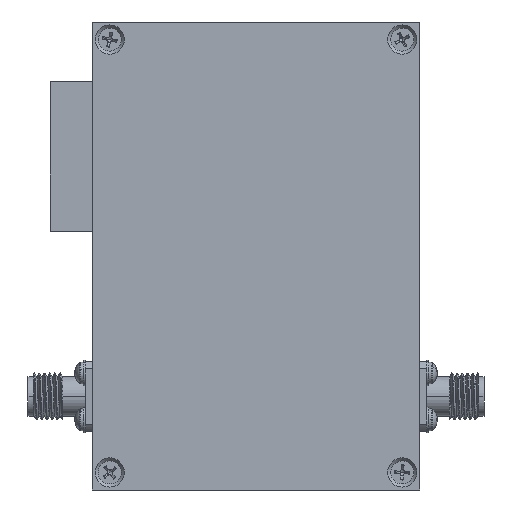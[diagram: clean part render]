
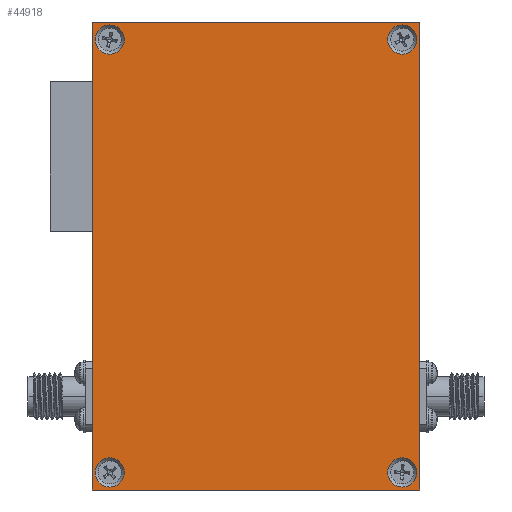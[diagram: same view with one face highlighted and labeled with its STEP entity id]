
A CAD part, front view. The second image highlights one B-rep face of the part: STEP entity #44918.
In plain terms, the highlighted planar face has unit normal (0, -1, 0).
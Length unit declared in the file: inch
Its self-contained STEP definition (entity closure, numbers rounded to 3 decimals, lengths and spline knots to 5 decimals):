
#151 = VERTEX_POINT ( 'NONE', #20874 ) ;
#1382 = AXIS2_PLACEMENT_3D ( 'NONE', #58185, #6146, #42785 ) ;
#4420 = ORIENTED_EDGE ( 'NONE', *, *, #12125, .T. ) ;
#4483 = DIRECTION ( 'NONE',  ( 0., 1., 0. ) ) ;
#4668 = CARTESIAN_POINT ( 'NONE',  ( 0.09375, -0.03125, -0.09375 ) ) ;
#6146 = DIRECTION ( 'NONE',  ( 0., -1., 0. ) ) ;
#6623 = VERTEX_POINT ( 'NONE', #79087 ) ;
#9937 = VERTEX_POINT ( 'NONE', #32717 ) ;
#10257 = ORIENTED_EDGE ( 'NONE', *, *, #109388, .T. ) ;
#11517 = DIRECTION ( 'NONE',  ( 0., 0., -1. ) ) ;
#12125 = EDGE_CURVE ( 'NONE', #6623, #61040, #43999, .T. ) ;
#15906 = EDGE_CURVE ( 'NONE', #107406, #111406, #72056, .T. ) ;
#16599 = CARTESIAN_POINT ( 'NONE',  ( 0., -0.03125, 0. ) ) ;
#17475 = EDGE_CURVE ( 'NONE', #111406, #84741, #63618, .T. ) ;
#17772 = CARTESIAN_POINT ( 'NONE',  ( 0.09375, -0.03125, -2.40625 ) ) ;
#17866 = EDGE_LOOP ( 'NONE', ( #10257, #111833 ) ) ;
#18293 = VECTOR ( 'NONE', #98091, 39.37008 ) ;
#19549 = EDGE_LOOP ( 'NONE', ( #105759, #90488 ) ) ;
#20874 = CARTESIAN_POINT ( 'NONE',  ( 0.09375, -0.03125, -0.17187 ) ) ;
#20910 = DIRECTION ( 'NONE',  ( 0., 0., -1. ) ) ;
#21416 = FACE_BOUND ( 'NONE', #106009, .T. ) ;
#23653 = PLANE ( 'NONE',  #1382 ) ;
#24931 = CIRCLE ( 'NONE', #33993, 0.07812 ) ;
#26223 = EDGE_LOOP ( 'NONE', ( #81548, #27775, #68270, #79085 ) ) ;
#26374 = CARTESIAN_POINT ( 'NONE',  ( 0., -0.03125, -2.5 ) ) ;
#26448 = CARTESIAN_POINT ( 'NONE',  ( 0., -0.03125, -2.5 ) ) ;
#26754 = EDGE_CURVE ( 'NONE', #36396, #107406, #33194, .T. ) ;
#27004 = CARTESIAN_POINT ( 'NONE',  ( 0.09375, -0.03125, -0.01563 ) ) ;
#27775 = ORIENTED_EDGE ( 'NONE', *, *, #17475, .T. ) ;
#27933 = CARTESIAN_POINT ( 'NONE',  ( 0., -0.03125, 0. ) ) ;
#28251 = CARTESIAN_POINT ( 'NONE',  ( 1.65625, -0.03125, -0.09375 ) ) ;
#28457 = CIRCLE ( 'NONE', #53788, 0.07812 ) ;
#29527 = DIRECTION ( 'NONE',  ( 0., 1., 0. ) ) ;
#29904 = CARTESIAN_POINT ( 'NONE',  ( 1.65625, -0.03125, -0.17187 ) ) ;
#30065 = AXIS2_PLACEMENT_3D ( 'NONE', #93949, #97886, #46327 ) ;
#30122 = CARTESIAN_POINT ( 'NONE',  ( 1.75, -0.03125, -2.5 ) ) ;
#32717 = CARTESIAN_POINT ( 'NONE',  ( 1.65625, -0.03125, -0.01563 ) ) ;
#32936 = CARTESIAN_POINT ( 'NONE',  ( 1.65625, -0.03125, -2.40625 ) ) ;
#33194 = LINE ( 'NONE', #26374, #73806 ) ;
#33993 = AXIS2_PLACEMENT_3D ( 'NONE', #17772, #76576, #104310 ) ;
#34958 = ORIENTED_EDGE ( 'NONE', *, *, #69177, .T. ) ;
#36381 = CARTESIAN_POINT ( 'NONE',  ( 1.65625, -0.03125, -2.40625 ) ) ;
#36396 = VERTEX_POINT ( 'NONE', #26448 ) ;
#36920 = DIRECTION ( 'NONE',  ( 0., 1., 0. ) ) ;
#37588 = EDGE_CURVE ( 'NONE', #86096, #151, #28457, .T. ) ;
#38067 = LINE ( 'NONE', #27933, #111422 ) ;
#40584 = FACE_BOUND ( 'NONE', #19549, .T. ) ;
#40914 = EDGE_LOOP ( 'NONE', ( #57318, #99489 ) ) ;
#42592 = CIRCLE ( 'NONE', #102365, 0.07812 ) ;
#42785 = DIRECTION ( 'NONE',  ( 0., 0., -1. ) ) ;
#43999 = CIRCLE ( 'NONE', #89218, 0.07812 ) ;
#44642 = CARTESIAN_POINT ( 'NONE',  ( 0.09375, -0.03125, -2.48438 ) ) ;
#44851 = DIRECTION ( 'NONE',  ( 0., 0., -1. ) ) ;
#44918 = ADVANCED_FACE ( 'NONE', ( #98945, #21416, #92131, #40584, #111856 ), #23653, .T. ) ;
#45565 = CIRCLE ( 'NONE', #110595, 0.07812 ) ;
#46327 = DIRECTION ( 'NONE',  ( 0., 0., -1. ) ) ;
#46561 = CARTESIAN_POINT ( 'NONE',  ( 1.75, -0.03125, 0. ) ) ;
#47953 = CARTESIAN_POINT ( 'NONE',  ( 0.09375, -0.03125, -2.40625 ) ) ;
#50258 = EDGE_CURVE ( 'NONE', #9937, #92676, #67952, .T. ) ;
#51254 = CIRCLE ( 'NONE', #53110, 0.07812 ) ;
#51402 = DIRECTION ( 'NONE',  ( 0., 1., 0. ) ) ;
#53110 = AXIS2_PLACEMENT_3D ( 'NONE', #53653, #51402, #77473 ) ;
#53653 = CARTESIAN_POINT ( 'NONE',  ( 0.09375, -0.03125, -0.09375 ) ) ;
#53788 = AXIS2_PLACEMENT_3D ( 'NONE', #4668, #29527, #11517 ) ;
#57318 = ORIENTED_EDGE ( 'NONE', *, *, #78032, .T. ) ;
#57857 = DIRECTION ( 'NONE',  ( 0., 1., 0. ) ) ;
#58185 = CARTESIAN_POINT ( 'NONE',  ( 0.875, -0.03125, -1.25 ) ) ;
#61040 = VERTEX_POINT ( 'NONE', #105874 ) ;
#61949 = DIRECTION ( 'NONE',  ( -1., 0., 0. ) ) ;
#63618 = LINE ( 'NONE', #46561, #104757 ) ;
#67952 = CIRCLE ( 'NONE', #30065, 0.07812 ) ;
#68270 = ORIENTED_EDGE ( 'NONE', *, *, #98527, .T. ) ;
#69177 = EDGE_CURVE ( 'NONE', #61040, #6623, #42592, .T. ) ;
#70656 = CIRCLE ( 'NONE', #79693, 0.07812 ) ;
#72056 = LINE ( 'NONE', #30122, #18293 ) ;
#73806 = VECTOR ( 'NONE', #94878, 39.37008 ) ;
#74289 = DIRECTION ( 'NONE',  ( 0., 0., -1. ) ) ;
#76576 = DIRECTION ( 'NONE',  ( 0., 1., 0. ) ) ;
#77473 = DIRECTION ( 'NONE',  ( 0., 0., -1. ) ) ;
#78032 = EDGE_CURVE ( 'NONE', #151, #86096, #51254, .T. ) ;
#79085 = ORIENTED_EDGE ( 'NONE', *, *, #26754, .T. ) ;
#79087 = CARTESIAN_POINT ( 'NONE',  ( 1.65625, -0.03125, -2.32813 ) ) ;
#79693 = AXIS2_PLACEMENT_3D ( 'NONE', #28251, #98420, #20910 ) ;
#81548 = ORIENTED_EDGE ( 'NONE', *, *, #15906, .T. ) ;
#82265 = CARTESIAN_POINT ( 'NONE',  ( 0.09375, -0.03125, -2.32813 ) ) ;
#84741 = VERTEX_POINT ( 'NONE', #16599 ) ;
#85337 = VERTEX_POINT ( 'NONE', #82265 ) ;
#86096 = VERTEX_POINT ( 'NONE', #27004 ) ;
#88481 = DIRECTION ( 'NONE',  ( 0., 0., -1. ) ) ;
#89218 = AXIS2_PLACEMENT_3D ( 'NONE', #36381, #36920, #44851 ) ;
#90488 = ORIENTED_EDGE ( 'NONE', *, *, #50258, .T. ) ;
#90941 = EDGE_CURVE ( 'NONE', #85337, #93194, #45565, .T. ) ;
#92131 = FACE_BOUND ( 'NONE', #17866, .T. ) ;
#92676 = VERTEX_POINT ( 'NONE', #29904 ) ;
#93194 = VERTEX_POINT ( 'NONE', #44642 ) ;
#93949 = CARTESIAN_POINT ( 'NONE',  ( 1.65625, -0.03125, -0.09375 ) ) ;
#94878 = DIRECTION ( 'NONE',  ( 1., 0., 0. ) ) ;
#97886 = DIRECTION ( 'NONE',  ( 0., 1., 0. ) ) ;
#98091 = DIRECTION ( 'NONE',  ( 0., 0., 1. ) ) ;
#98420 = DIRECTION ( 'NONE',  ( 0., 1., 0. ) ) ;
#98527 = EDGE_CURVE ( 'NONE', #84741, #36396, #38067, .T. ) ;
#98945 = FACE_BOUND ( 'NONE', #40914, .T. ) ;
#99489 = ORIENTED_EDGE ( 'NONE', *, *, #37588, .T. ) ;
#100077 = DIRECTION ( 'NONE',  ( 0., 0., -1. ) ) ;
#102138 = CARTESIAN_POINT ( 'NONE',  ( 1.75, -0.03125, -2.5 ) ) ;
#102365 = AXIS2_PLACEMENT_3D ( 'NONE', #32936, #57857, #74289 ) ;
#104310 = DIRECTION ( 'NONE',  ( 0., 0., -1. ) ) ;
#104757 = VECTOR ( 'NONE', #61949, 39.37008 ) ;
#104920 = EDGE_CURVE ( 'NONE', #92676, #9937, #70656, .T. ) ;
#105118 = CARTESIAN_POINT ( 'NONE',  ( 1.75, -0.03125, 0. ) ) ;
#105759 = ORIENTED_EDGE ( 'NONE', *, *, #104920, .T. ) ;
#105874 = CARTESIAN_POINT ( 'NONE',  ( 1.65625, -0.03125, -2.48438 ) ) ;
#106009 = EDGE_LOOP ( 'NONE', ( #34958, #4420 ) ) ;
#107406 = VERTEX_POINT ( 'NONE', #102138 ) ;
#109388 = EDGE_CURVE ( 'NONE', #93194, #85337, #24931, .T. ) ;
#110595 = AXIS2_PLACEMENT_3D ( 'NONE', #47953, #4483, #100077 ) ;
#111406 = VERTEX_POINT ( 'NONE', #105118 ) ;
#111422 = VECTOR ( 'NONE', #88481, 39.37008 ) ;
#111833 = ORIENTED_EDGE ( 'NONE', *, *, #90941, .T. ) ;
#111856 = FACE_OUTER_BOUND ( 'NONE', #26223, .T. ) ;
